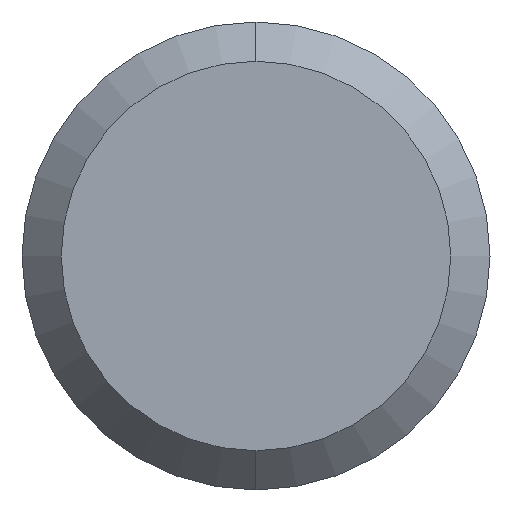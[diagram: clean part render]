
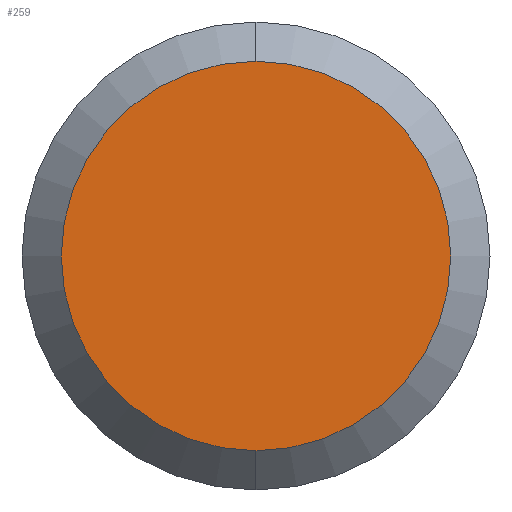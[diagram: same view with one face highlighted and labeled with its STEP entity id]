
A CAD part, left-side view. The second image highlights one B-rep face of the part: STEP entity #259.
In plain terms, the highlighted planar face has unit normal (-1, 0, 0).
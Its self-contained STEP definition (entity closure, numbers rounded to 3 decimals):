
#14 = AXIS2_PLACEMENT_3D ( 'NONE', #134, #121, #237 ) ;
#22 = VERTEX_POINT ( 'NONE', #169 ) ;
#54 = DIRECTION ( 'NONE',  ( 1., 0., 0. ) ) ;
#57 = EDGE_CURVE ( 'NONE', #22, #105, #179, .T. ) ;
#58 = AXIS2_PLACEMENT_3D ( 'NONE', #174, #255, #61 ) ;
#61 = DIRECTION ( 'NONE',  ( 0., 0., -1. ) ) ;
#77 = ORIENTED_EDGE ( 'NONE', *, *, #228, .T. ) ;
#92 = PLANE ( 'NONE',  #111 ) ;
#105 = VERTEX_POINT ( 'NONE', #132 ) ;
#111 = AXIS2_PLACEMENT_3D ( 'NONE', #178, #54, #258 ) ;
#121 = DIRECTION ( 'NONE',  ( -1., 0., 0. ) ) ;
#132 = CARTESIAN_POINT ( 'NONE',  ( -10., 0., -1.24 ) ) ;
#134 = CARTESIAN_POINT ( 'NONE',  ( -10., 0., 0. ) ) ;
#169 = CARTESIAN_POINT ( 'NONE',  ( -10., 0., 1.24 ) ) ;
#172 = ORIENTED_EDGE ( 'NONE', *, *, #57, .T. ) ;
#174 = CARTESIAN_POINT ( 'NONE',  ( -10., 0., 0. ) ) ;
#178 = CARTESIAN_POINT ( 'NONE',  ( -10., 0., 0. ) ) ;
#179 = CIRCLE ( 'NONE', #58, 1.24 ) ;
#192 = EDGE_LOOP ( 'NONE', ( #77, #172 ) ) ;
#194 = CIRCLE ( 'NONE', #14, 1.24 ) ;
#218 = FACE_OUTER_BOUND ( 'NONE', #192, .T. ) ;
#228 = EDGE_CURVE ( 'NONE', #105, #22, #194, .T. ) ;
#237 = DIRECTION ( 'NONE',  ( 0., 0., -1. ) ) ;
#255 = DIRECTION ( 'NONE',  ( -1., 0., 0. ) ) ;
#258 = DIRECTION ( 'NONE',  ( 0., 0., -1. ) ) ;
#259 = ADVANCED_FACE ( 'NONE', ( #218 ), #92, .F. ) ;
